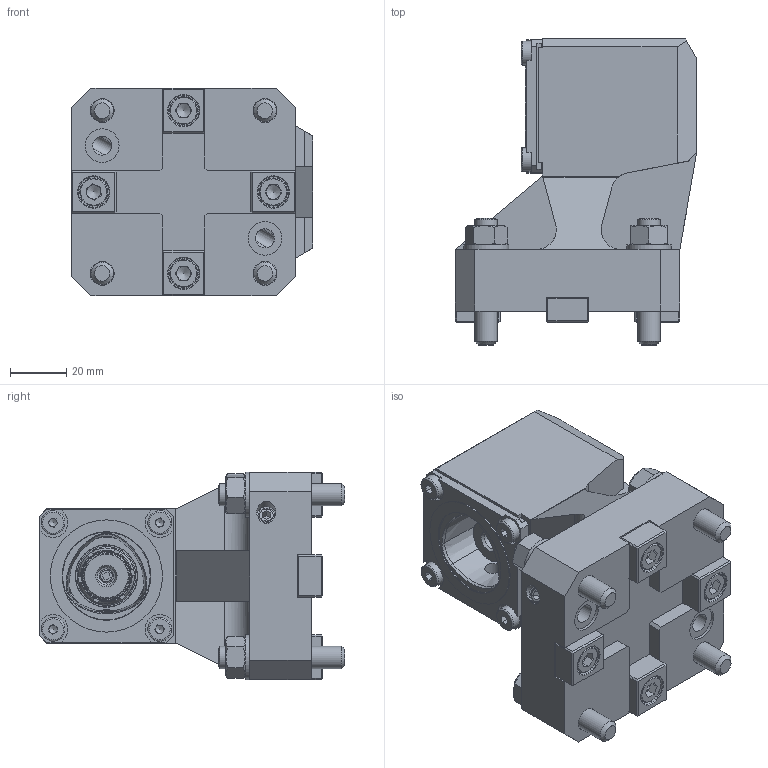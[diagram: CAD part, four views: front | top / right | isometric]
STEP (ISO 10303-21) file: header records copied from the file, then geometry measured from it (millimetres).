
FILE_DESCRIPTION (( 'STEP AP214' ), '1' );
FILE_NAME ('REA.PB4.B45.073-11.STEP', '2019-12-12T15:06:40', ( '' ), ( '' ), 'SwSTEP 2.0', 'SolidWorks 2017', '' );
FILE_SCHEMA (( 'AUTOMOTIVE_DESIGN' ));
Length unit declared in the file: millimetre
Products named in the file (28): U40-PS4.BER.003_A; ISO 7089 - 8_PreviewCfg; ISO 4026 - M6 x 6; ISO 8752 2.5x8; 777.18468.002.1; O-Ring_1.50-AD25.00; U40-PS4.BER.006_Gedreht 180ø; 786.19115.106.0; U40-PS4.BER.005_A; ISO 4762 - M6 x 8_PreviewCfg; DIN 3771 - 38x1.5; O-Ring_1.50-AD16.00; 986.19115.000.1; ISO 4032 - M8_PreviewCfg; U40-PS4.023.006_C; U40-PS4.BER.036_C; BM5-ER1.015.009_A; ISO 4026 - M5 x 5; ISO 4026 - M8 x 45; DIN 3771 - 13x1.5; 763.18468.001.1; 765.18468.001.0.02; O-Ring_1.50-AD12.00; REA-PB4.B45.073-11_A; 745.18468.014.0; ISO 4762 - M3 x 35; REA.PB4.B45.073-11; DIN 7984 - M5 x 16
Assembly tree (54 placements, depth 4):
  REA.PB4.B45.073-11
    REA-PB4.B45.073-11_A
    U40-PS4.BER.006_Gedreht 180ø
      U40-PS4.023.006_C
      DIN 7984 - M5 x 16  x4
      986.19115.000.1
        777.18468.002.1  x2
        O-Ring_1.50-AD16.00
        O-Ring_1.50-AD25.00
        765.18468.001.0.02  x6
        745.18468.014.0
        O-Ring_1.50-AD12.00
        786.19115.106.0
        763.18468.001.1
      U40-PS4.BER.036_C
      ISO 4762 - M3 x 35  x2
      U40-PS4.BER.003_A
      U40-PS4.BER.005_A
      DIN 3771 - 13x1.5
      ISO 4026 - M5 x 5
      ISO 8752 2.5x8
      DIN 3771 - 38x1.5
    ISO 4032 - M8_PreviewCfg  x4
    ISO 7089 - 8_PreviewCfg  x4
    ISO 4026 - M8 x 45  x4
    BM5-ER1.015.009_A  x4
    ISO 4762 - M6 x 8_PreviewCfg  x4
    ISO 4026 - M6 x 6  x3
Bounding box: 86 x 109 x 74 mm (x, y, z)
Volume: 297249.4 mm3; surface area: 102097.6 mm2
Topology: 52 solids, 52 shells, 1261 faces, 3350 edges, 2262 vertices
Faces by surface type: plane 647, cone 251, cylinder 234, bspline 94, torus 35
Full cylindrical faces by diameter (mm): 2.1 x2, 2.5 x5, 3 x2, 3.27 x2, 3.3 x6, 4.2 x5, 5 x14, 5.5 x6, 6 x8, 6.5 x5, 6.8 x4, 7 x4, 7.8 x1, 8 x4, 8.4 x4, 8.5 x8, 9.8 x2, 10 x5, 11 x4, 11.9 x1, 12 x7, 13.8 x2, 16 x10, 16.4 x1, 17.7 x1, 22 x1, 22.5 x1, 22.8 x1, 24 x3, 25 x1
Entity records: 30641 total; most frequent: CARTESIAN_POINT 11210, ORIENTED_EDGE 3556, DIRECTION 3258, EDGE_CURVE 1778, VERTEX_POINT 1389, AXIS2_PLACEMENT_3D 1216, EDGE_LOOP 1041, FACE_OUTER_BOUND 832
